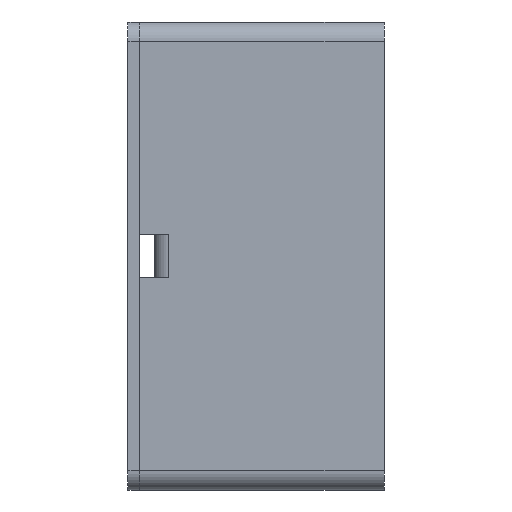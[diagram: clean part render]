
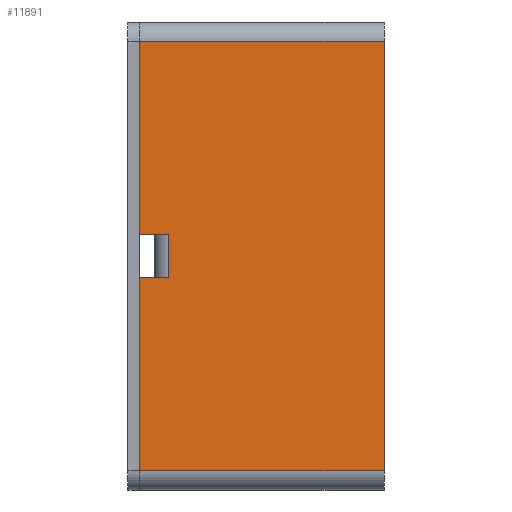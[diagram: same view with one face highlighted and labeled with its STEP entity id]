
A CAD part, left-side view. The second image highlights one B-rep face of the part: STEP entity #11891.
In plain terms, the highlighted planar face has unit normal (-1, 0, 0).
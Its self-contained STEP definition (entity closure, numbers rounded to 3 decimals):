
#1079=PLANE('',#12585);
#1368=FACE_OUTER_BOUND('',#2040,.T.);
#2040=EDGE_LOOP('',(#8154,#8155,#8156,#8157,#8158,#8159,#8160,#8161));
#2784=LINE('',#15061,#3864);
#2786=LINE('',#15067,#3866);
#2790=LINE('',#15081,#3870);
#2791=LINE('',#15083,#3871);
#2792=LINE('',#15085,#3872);
#2793=LINE('',#15087,#3873);
#2794=LINE('',#15089,#3874);
#2795=LINE('',#15090,#3875);
#3864=VECTOR('',#13049,10.);
#3866=VECTOR('',#13055,10.);
#3870=VECTOR('',#13067,10.);
#3871=VECTOR('',#13068,10.);
#3872=VECTOR('',#13069,10.);
#3873=VECTOR('',#13070,10.);
#3874=VECTOR('',#13071,10.);
#3875=VECTOR('',#13072,10.);
#5063=VERTEX_POINT('',#15058);
#5064=VERTEX_POINT('',#15060);
#5066=VERTEX_POINT('',#15066);
#5072=VERTEX_POINT('',#15080);
#5073=VERTEX_POINT('',#15082);
#5074=VERTEX_POINT('',#15084);
#5075=VERTEX_POINT('',#15086);
#5076=VERTEX_POINT('',#15088);
#6295=EDGE_CURVE('',#5063,#5064,#2784,.T.);
#6298=EDGE_CURVE('',#5064,#5066,#2786,.T.);
#6305=EDGE_CURVE('',#5072,#5063,#2790,.T.);
#6306=EDGE_CURVE('',#5072,#5073,#2791,.T.);
#6307=EDGE_CURVE('',#5074,#5073,#2792,.T.);
#6308=EDGE_CURVE('',#5074,#5075,#2793,.T.);
#6309=EDGE_CURVE('',#5076,#5075,#2794,.T.);
#6310=EDGE_CURVE('',#5066,#5076,#2795,.T.);
#8154=ORIENTED_EDGE('',*,*,#6295,.F.);
#8155=ORIENTED_EDGE('',*,*,#6305,.F.);
#8156=ORIENTED_EDGE('',*,*,#6306,.T.);
#8157=ORIENTED_EDGE('',*,*,#6307,.F.);
#8158=ORIENTED_EDGE('',*,*,#6308,.T.);
#8159=ORIENTED_EDGE('',*,*,#6309,.F.);
#8160=ORIENTED_EDGE('',*,*,#6310,.F.);
#8161=ORIENTED_EDGE('',*,*,#6298,.F.);
#11891=ADVANCED_FACE('',(#1368),#1079,.T.);
#12585=AXIS2_PLACEMENT_3D('',#15079,#13065,#13066);
#13049=DIRECTION('',(0.,-1.,0.));
#13055=DIRECTION('',(0.,0.,-1.));
#13065=DIRECTION('center_axis',(-1.,0.,0.));
#13066=DIRECTION('ref_axis',(0.,0.,1.));
#13067=DIRECTION('',(0.,0.,1.));
#13068=DIRECTION('',(0.,-1.,0.));
#13069=DIRECTION('',(0.,0.,1.));
#13070=DIRECTION('',(0.,1.,0.));
#13071=DIRECTION('',(0.,0.,1.));
#13072=DIRECTION('',(0.,1.,0.));
#15058=CARTESIAN_POINT('',(-38.,25.2,22.1));
#15060=CARTESIAN_POINT('',(-38.,0.,22.1));
#15061=CARTESIAN_POINT('',(-38.,0.,22.1));
#15066=CARTESIAN_POINT('',(-38.,0.,-22.1));
#15067=CARTESIAN_POINT('',(-38.,0.,24.1));
#15079=CARTESIAN_POINT('Origin',(-38.,0.,-24.1));
#15080=CARTESIAN_POINT('',(-38.,25.2,2.25));
#15081=CARTESIAN_POINT('',(-38.,25.2,-12.05));
#15082=CARTESIAN_POINT('',(-38.,22.2,2.25));
#15083=CARTESIAN_POINT('',(-38.,11.85,2.25));
#15084=CARTESIAN_POINT('',(-38.,22.2,-2.25));
#15085=CARTESIAN_POINT('',(-38.,22.2,-13.175));
#15086=CARTESIAN_POINT('',(-38.,25.2,-2.25));
#15087=CARTESIAN_POINT('',(-38.,12.6,-2.25));
#15088=CARTESIAN_POINT('',(-38.,25.2,-22.1));
#15089=CARTESIAN_POINT('',(-38.,25.2,-12.05));
#15090=CARTESIAN_POINT('',(-38.,0.,-22.1));
